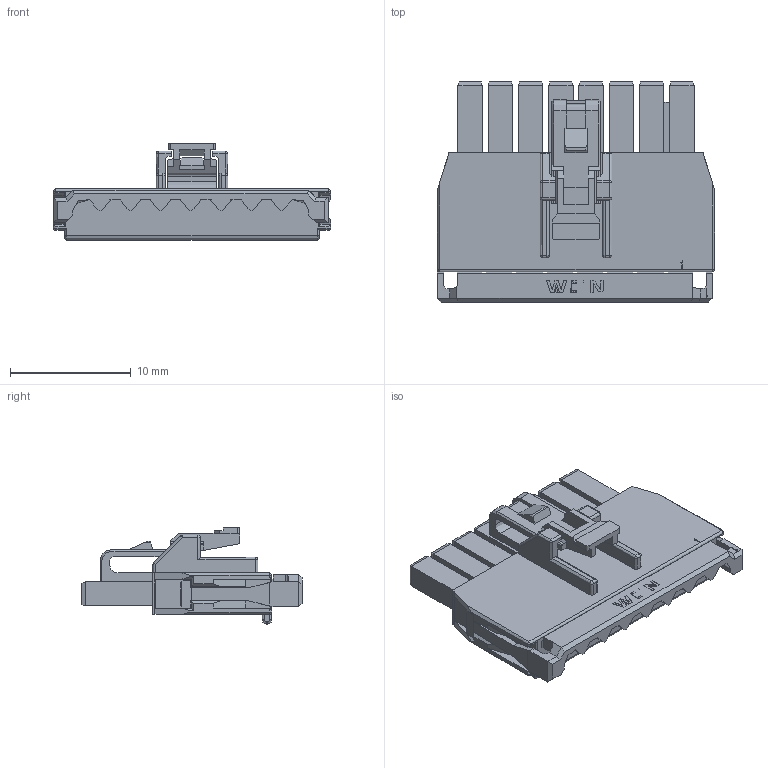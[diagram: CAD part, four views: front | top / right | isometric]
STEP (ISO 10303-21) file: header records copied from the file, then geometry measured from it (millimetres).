
FILE_DESCRIPTION( ('This file contains a STEP AP42 implementation' ,'as created by ZW3D STEP Interface translator.') ,'2;1' );
FILE_NAME( 'WF2508-1HHXXXX01.stp' ,'24 1 4.153927', (''), ('ZWCAD Software Co.'), 'Version 1.0', 'ZW3D to STEP translator', '' );
FILE_SCHEMA(('AUTOMOTIVE_DESIGN { 1 0 10303 214 1 1 1 1 }'));
Length unit declared in the file: millimetre
Products named in the file (2): 0; WF2508-1HHXXXX01
Bounding box: 22.9 x 18.2 x 7.96 mm (x, y, z)
Volume: 1072.5 mm3
Topology: 1 solids, 3 shells, 537 faces, 1468 edges, 941 vertices
Faces by surface type: plane 429, cylinder 73, bspline 19, sphere 14, cone 2
Entity records: 17808 total; most frequent: CARTESIAN_POINT 3704, ORIENTED_EDGE 2944, DIRECTION 2573, EDGE_CURVE 1471, VECTOR 1265, LINE 1265, VERTEX_POINT 943, AXIS2_PLACEMENT_3D 654
